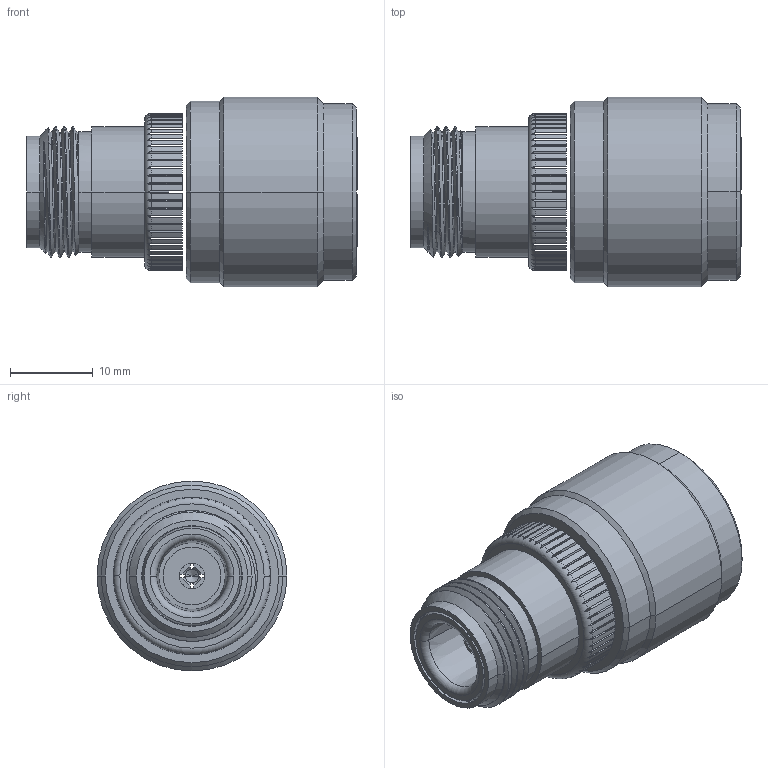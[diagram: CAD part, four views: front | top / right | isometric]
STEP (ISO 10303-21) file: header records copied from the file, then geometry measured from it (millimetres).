
FILE_DESCRIPTION((''),'2;1');
FILE_NAME('000-16050','2014-01-16T',('Mohan'),(''),'PRO/ENGINEER BY PARAMETRIC TECHNOLOGY CORPORATION, 2010100','PRO/ENGINEER BY PARAMETRIC TECHNOLOGY CORPORATION, 2010100','');
FILE_SCHEMA(('CONFIG_CONTROL_DESIGN'));
Length unit declared in the file: millimetre
Products named in the file (1): 000-16050
Bounding box: 40.08 x 23 x 23 mm (x, y, z)
Surface area: 6550.4 mm2 (no closed solid volume)
Topology: 0 solids, 11 shells, 220 faces, 821 edges, 602 vertices
Faces by surface type: cylinder 121, plane 48, cone 31, torus 12, bspline 8
Entity records: 12806 total; most frequent: CARTESIAN_POINT 6252, DIRECTION 1351, ORIENTED_EDGE 1174, EDGE_CURVE 819, VERTEX_POINT 602, AXIS2_PLACEMENT_3D 517, VECTOR 317, LINE 317
